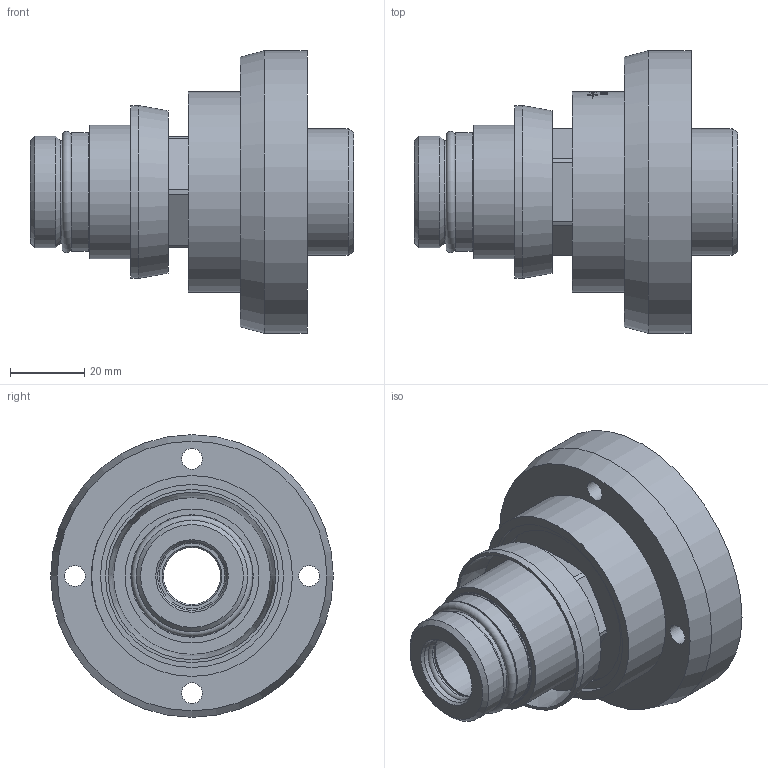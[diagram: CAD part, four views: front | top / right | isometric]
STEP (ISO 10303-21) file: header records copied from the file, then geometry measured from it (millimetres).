
FILE_DESCRIPTION(/* description */ (''),/* implementation_level */ '2;1');
FILE_NAME(/* name */ '1129-470-120-IC.stp',/* time_stamp */ '2020-05-15T13:36:08-05:00',/* author */ ('Moorera'),/* organization */ (''),/* preprocessor_version */ 'ST-DEVELOPER v18.1',/* originating_system */ 'Autodesk Inventor 2020',/* authorisation */ '');
FILE_SCHEMA (('AUTOMOTIVE_DESIGN { 1 0 10303 214 3 1 1 }'));
Products named in the file (1): 1129-470-120-IC
Bounding box: 86.9 x 76 x 76 mm (x, y, z)
Volume: 138445.2 mm3; surface area: 33144.7 mm2
Topology: 5 solids, 5 shells, 365 faces, 968 edges, 655 vertices
Faces by surface type: bspline 157, plane 120, cylinder 64, cone 15, torus 9
Full cylindrical faces by diameter (mm): 5.6 x4, 16 x3, 18.3 x4, 18.5 x2, 21.7 x2, 27.6 x1, 29.968 x1, 30 x1, 31.991 x1, 33.95 x1, 36 x1, 44.65 x1, 46.5 x1, 49.2 x1, 54 x1, 76 x1
Entity records: 46440 total; most frequent: CARTESIAN_POINT 37732, ORIENTED_EDGE 1936, DIRECTION 1487, EDGE_CURVE 968, VERTEX_POINT 655, AXIS2_PLACEMENT_3D 564, EDGE_LOOP 425, FACE_OUTER_BOUND 365
